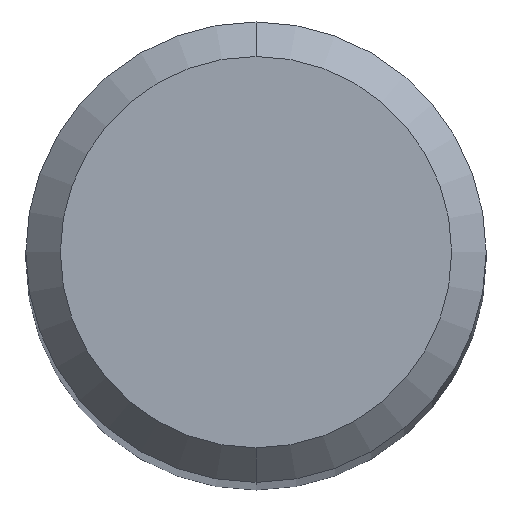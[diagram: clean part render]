
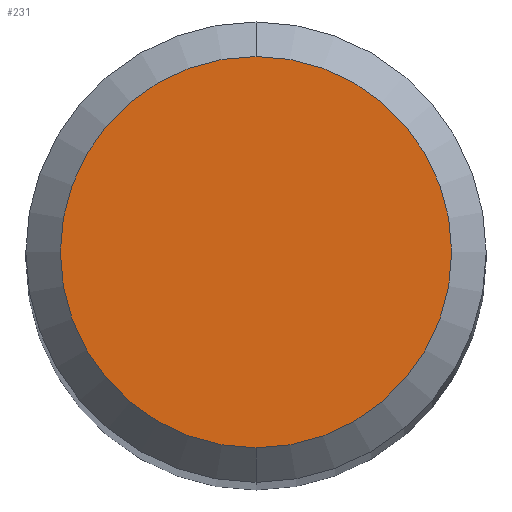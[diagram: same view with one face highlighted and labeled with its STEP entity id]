
A CAD part, top view. The second image highlights one B-rep face of the part: STEP entity #231.
In plain terms, the highlighted planar face has unit normal (0, 0, 1).
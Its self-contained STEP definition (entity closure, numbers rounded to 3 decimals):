
#231=ADVANCED_FACE('',(#565),#566,.T.);
#287=EDGE_CURVE('',#451,#295,#626,.T.);
#291=EDGE_CURVE('',#295,#451,#630,.T.);
#295=VERTEX_POINT('',#634);
#451=VERTEX_POINT('',#807);
#565=FACE_OUTER_BOUND('',#995,.T.);
#566=PLANE('',#996);
#626=CIRCLE('',#1094,1.7);
#630=CIRCLE('',#1101,1.7);
#634=CARTESIAN_POINT('',(0.0,1.7,0.0));
#807=CARTESIAN_POINT('',(0.,-1.7,0.0));
#995=EDGE_LOOP('',(#1586,#1587));
#996=AXIS2_PLACEMENT_3D('',#1588,#1589,#1590);
#1094=AXIS2_PLACEMENT_3D('',#1639,#1640,#1641);
#1101=AXIS2_PLACEMENT_3D('',#1643,#1644,#1645);
#1586=ORIENTED_EDGE('',*,*,#291,.F.);
#1587=ORIENTED_EDGE('',*,*,#287,.F.);
#1588=CARTESIAN_POINT('',(0.0,0.85,0.0));
#1589=DIRECTION('',(-0.0,0.0,1.0));
#1590=DIRECTION('',(0.0,-1.0,0.0));
#1639=CARTESIAN_POINT('',(0.0,0.0,0.0));
#1640=DIRECTION('',(0.0,0.0,-1.0));
#1641=DIRECTION('',(0.0,1.0,0.0));
#1643=CARTESIAN_POINT('',(0.0,0.0,0.0));
#1644=DIRECTION('',(0.0,0.0,-1.0));
#1645=DIRECTION('',(0.0,1.0,0.0));
